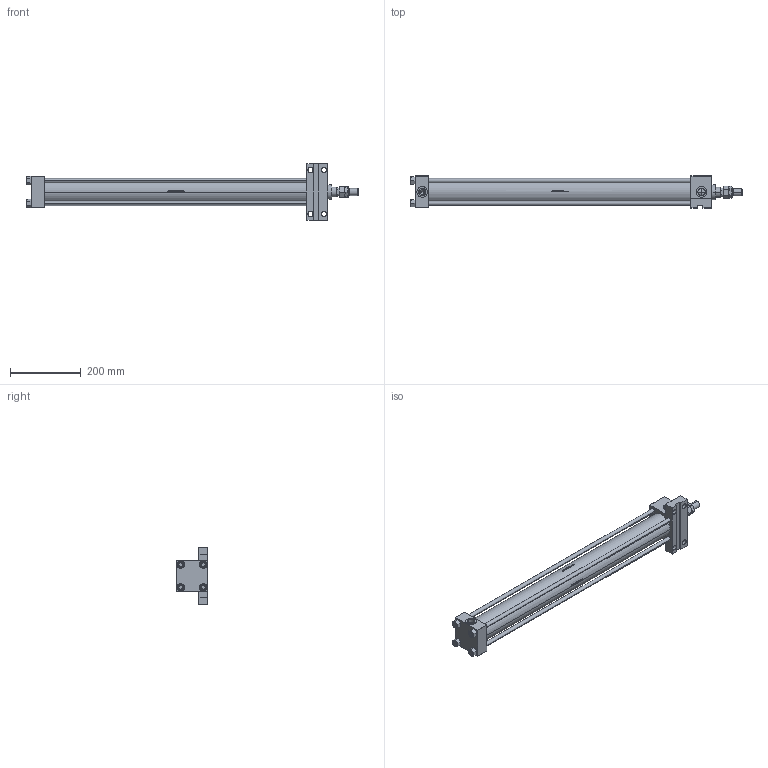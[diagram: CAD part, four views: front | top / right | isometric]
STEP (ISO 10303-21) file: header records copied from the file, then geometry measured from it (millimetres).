
FILE_DESCRIPTION (( 'STEP AP203' ), '1' );
FILE_NAME ('9e43.STEP', '2023-08-23T04:01:31', ( '' ), ( '' ), 'SwSTEP 2.0', 'SolidWorks 2019', '' );
FILE_SCHEMA (( 'CONFIG_CONTROL_DESIGN' ));
Length unit declared in the file: millimetre
Products named in the file (7): V215_VC_A b6f261eea3d4f9abe989d370a8632908; NUT_M5_F b6f261eea3d4f9abe989d370a8632908; V215CR_F_TYCINKA b6f261eea3d4f9abe989d370a8632908; V215CR_VCP_F b6f261eea3d4f9abe989d370a8632908; MTA b6f261eea3d4f9abe989d370a8632908; 9e43; V215CR_F_Body b6f261eea3d4f9abe989d370a8632908
Assembly tree (12 placements, depth 2):
  9e43
    V215CR_F_Body b6f261eea3d4f9abe989d370a8632908
    V215CR_VCP_F b6f261eea3d4f9abe989d370a8632908
    V215CR_F_TYCINKA b6f261eea3d4f9abe989d370a8632908  x4
    NUT_M5_F b6f261eea3d4f9abe989d370a8632908  x4
    V215_VC_A b6f261eea3d4f9abe989d370a8632908
    MTA b6f261eea3d4f9abe989d370a8632908
Bounding box: 936 x 90 x 160 mm (x, y, z)
Volume: 2206760 mm3; surface area: 643991 mm2
Topology: 12 solids, 12 shells, 1152 faces, 2826 edges, 1815 vertices
Faces by surface type: plane 452, bspline 380, cone 180, cylinder 130, torus 10
Entity records: 49188 total; most frequent: CARTESIAN_POINT 26444, ORIENTED_EDGE 5144, DIRECTION 3290, EDGE_CURVE 2572, VERTEX_POINT 1671, VECTOR 1298, LINE 1298, EDGE_LOOP 1169
